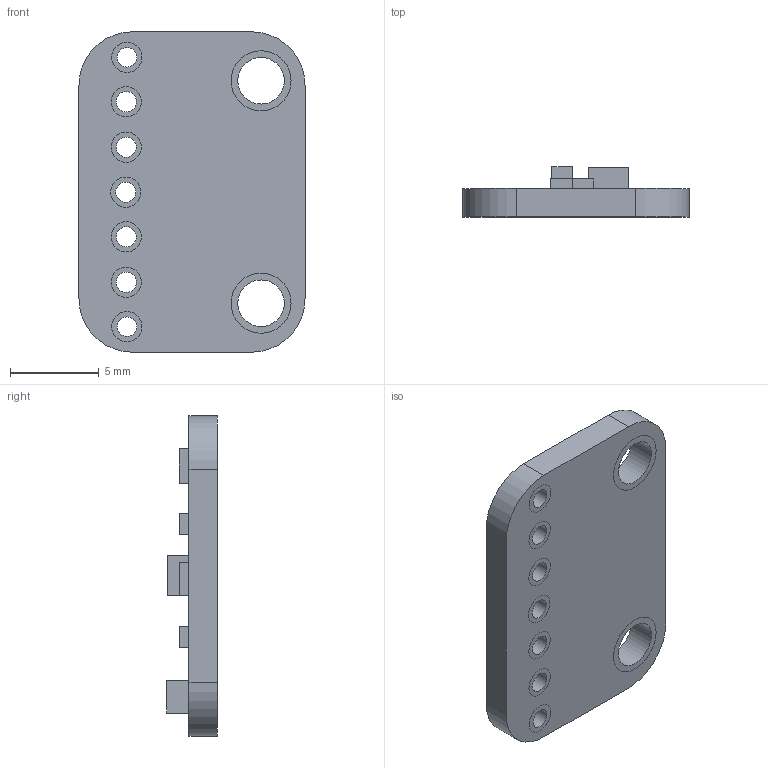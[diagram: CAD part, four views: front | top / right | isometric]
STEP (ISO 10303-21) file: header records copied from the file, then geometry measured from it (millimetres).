
FILE_DESCRIPTION(/* description */ (''),/* implementation_level */ '2;1');
FILE_NAME(/* name */ 'SHT31-D v1.step',/* time_stamp */ '2017-07-29T13:15:30+08:00',/* author */ (''),/* organization */ (''),/* preprocessor_version */ 'ST-DEVELOPER v16.13',/* originating_system */ 'Autodesk Translation Framework v6.1.1.50',/* authorisation */ '');
FILE_SCHEMA (('AUTOMOTIVE_DESIGN { 1 0 10303 214 3 1 1 }'));
Length unit declared in the file: millimetre
Products named in the file (1): SHT31-D v1
Bounding box: 12.7 x 2.86 x 18 mm (x, y, z)
Volume: 338.7 mm3; surface area: 594.1 mm2
Topology: 1 solids, 1 shells, 68 faces, 149 edges, 108 vertices
Faces by surface type: plane 55, cylinder 13
Full cylindrical faces by diameter (mm): 1.097 x2, 1.129 x3, 1.146 x2, 2.616 x2
Entity records: 2007 total; most frequent: DIRECTION 325, CARTESIAN_POINT 317, ORIENTED_EDGE 280, EDGE_CURVE 140, EDGE_LOOP 120, AXIS2_PLACEMENT_3D 116, VERTEX_POINT 108, LINE 93
